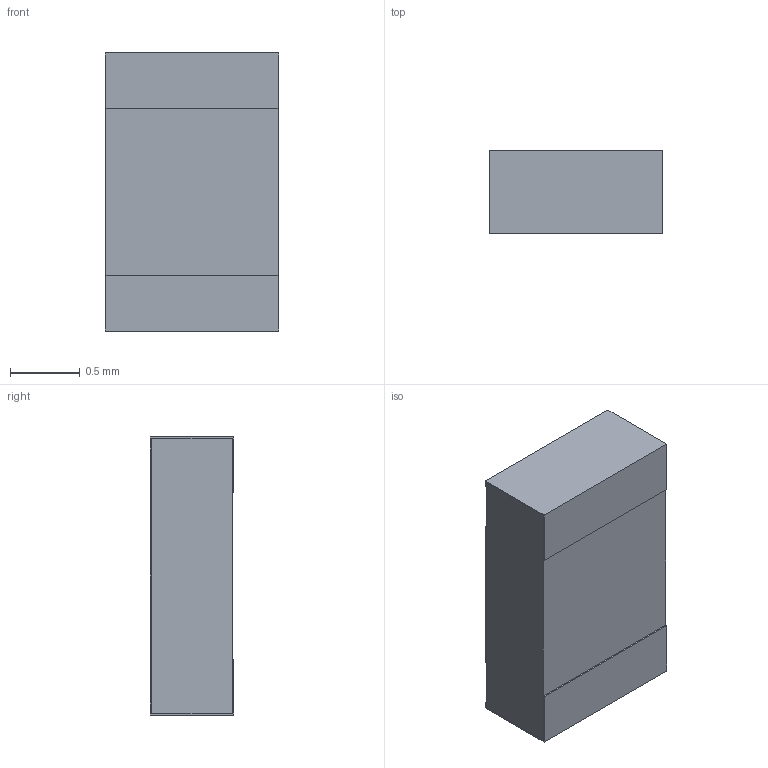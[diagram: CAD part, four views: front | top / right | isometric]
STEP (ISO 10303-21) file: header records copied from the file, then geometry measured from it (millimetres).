
FILE_DESCRIPTION (( 'STEP AP214' ), '1' );
FILE_NAME ('R0805.STEP', '2019-05-10T06:53:21', ( '' ), ( '' ), 'SwSTEP 2.0', 'SolidWorks 2018', '' );
FILE_SCHEMA (( 'AUTOMOTIVE_DESIGN' ));
Length unit declared in the file: millimetre
Products named in the file (2): R0805_0805; R0805
Assembly tree (1 placements, depth 2):
  R0805
    R0805_0805
Bounding box: 1.25 x 0.6 x 2 mm (x, y, z)
Volume: 1.5 mm3; surface area: 18.5 mm2
Topology: 4 solids, 4 shells, 121 faces, 309 edges, 206 vertices
Faces by surface type: plane 68, bspline 53
Entity records: 7181 total; most frequent: CARTESIAN_POINT 4021, ORIENTED_EDGE 618, DIRECTION 347, EDGE_CURVE 309, VERTEX_POINT 206, LINE 203, VECTOR 203, EDGE_LOOP 131
